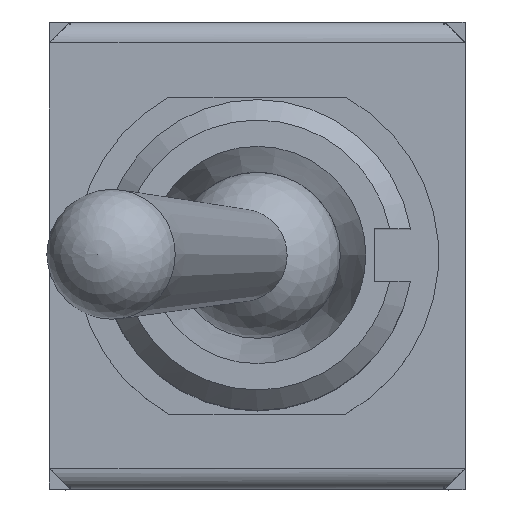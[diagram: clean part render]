
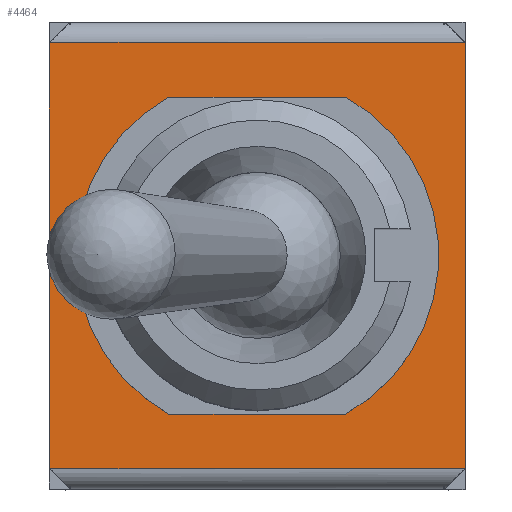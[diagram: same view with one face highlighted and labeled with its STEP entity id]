
A CAD part, top view. The second image highlights one B-rep face of the part: STEP entity #4464.
In plain terms, the highlighted planar face has unit normal (0, 0, 1).
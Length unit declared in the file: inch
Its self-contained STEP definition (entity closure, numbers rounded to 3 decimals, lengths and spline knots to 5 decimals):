
#67=FACE_BOUND('',#654,.T.);
#150=PLANE('',#4806);
#411=FACE_OUTER_BOUND('',#653,.T.);
#653=EDGE_LOOP('',(#3764,#3765,#3766,#3767,#3768,#3769,#3770,#3771));
#654=EDGE_LOOP('',(#3772,#3773,#3774,#3775));
#784=LINE('',#6201,#1270);
#787=LINE('',#6210,#1273);
#1006=LINE('',#7901,#1492);
#1010=LINE('',#7910,#1496);
#1037=LINE('',#7969,#1523);
#1039=LINE('',#7975,#1525);
#1042=LINE('',#7980,#1528);
#1043=LINE('',#7982,#1529);
#1044=LINE('',#7984,#1530);
#1045=LINE('',#7985,#1531);
#1270=VECTOR('',#5007,0.3937);
#1273=VECTOR('',#5018,0.3937);
#1492=VECTOR('',#5581,0.3937);
#1496=VECTOR('',#5589,0.3937);
#1523=VECTOR('',#5628,0.3937);
#1525=VECTOR('',#5634,0.3937);
#1528=VECTOR('',#5639,0.3937);
#1529=VECTOR('',#5640,0.3937);
#1530=VECTOR('',#5641,0.3937);
#1531=VECTOR('',#5642,0.3937);
#1751=CIRCLE('',#4618,0.13976);
#1753=CIRCLE('',#4622,0.13976);
#1918=VERTEX_POINT('',#6191);
#1919=VERTEX_POINT('',#6193);
#1921=VERTEX_POINT('',#6199);
#1923=VERTEX_POINT('',#6205);
#2172=VERTEX_POINT('',#7898);
#2173=VERTEX_POINT('',#7900);
#2176=VERTEX_POINT('',#7908);
#2201=VERTEX_POINT('',#7966);
#2202=VERTEX_POINT('',#7968);
#2204=VERTEX_POINT('',#7974);
#2206=VERTEX_POINT('',#7981);
#2207=VERTEX_POINT('',#7983);
#2362=EDGE_CURVE('',#1919,#1918,#1751,.T.);
#2366=EDGE_CURVE('',#1918,#1921,#784,.T.);
#2369=EDGE_CURVE('',#1921,#1923,#1753,.T.);
#2371=EDGE_CURVE('',#1923,#1919,#787,.T.);
#2725=EDGE_CURVE('',#2172,#2173,#1006,.T.);
#2730=EDGE_CURVE('',#2176,#2172,#1010,.T.);
#2760=EDGE_CURVE('',#2201,#2202,#1037,.T.);
#2763=EDGE_CURVE('',#2202,#2204,#1039,.T.);
#2766=EDGE_CURVE('',#2204,#2176,#1042,.T.);
#2767=EDGE_CURVE('',#2206,#2201,#1043,.T.);
#2768=EDGE_CURVE('',#2207,#2206,#1044,.T.);
#2769=EDGE_CURVE('',#2173,#2207,#1045,.T.);
#3764=ORIENTED_EDGE('',*,*,#2725,.F.);
#3765=ORIENTED_EDGE('',*,*,#2730,.F.);
#3766=ORIENTED_EDGE('',*,*,#2766,.F.);
#3767=ORIENTED_EDGE('',*,*,#2763,.F.);
#3768=ORIENTED_EDGE('',*,*,#2760,.F.);
#3769=ORIENTED_EDGE('',*,*,#2767,.F.);
#3770=ORIENTED_EDGE('',*,*,#2768,.F.);
#3771=ORIENTED_EDGE('',*,*,#2769,.F.);
#3772=ORIENTED_EDGE('',*,*,#2362,.T.);
#3773=ORIENTED_EDGE('',*,*,#2366,.T.);
#3774=ORIENTED_EDGE('',*,*,#2369,.T.);
#3775=ORIENTED_EDGE('',*,*,#2371,.T.);
#4464=ADVANCED_FACE('',(#411,#67),#150,.T.);
#4618=AXIS2_PLACEMENT_3D('',#6194,#5000,#5001);
#4622=AXIS2_PLACEMENT_3D('',#6207,#5013,#5014);
#4806=AXIS2_PLACEMENT_3D('',#7979,#5637,#5638);
#5000=DIRECTION('center_axis',(0.,0.,
-1.));
#5001=DIRECTION('ref_axis',(-0.487,0.873,0.));
#5007=DIRECTION('',(-1.,0.,0.));
#5013=DIRECTION('center_axis',(0.,0.,
-1.));
#5014=DIRECTION('ref_axis',(0.487,-0.873,0.));
#5018=DIRECTION('',(1.,0.,0.));
#5581=DIRECTION('',(1.,0.,0.));
#5589=DIRECTION('',(0.707,0.707,0.));
#5628=DIRECTION('',(-1.,0.,0.));
#5634=DIRECTION('',(-0.707,0.707,0.));
#5637=DIRECTION('center_axis',(0.,0.,
1.));
#5638=DIRECTION('ref_axis',(1.,0.,0.));
#5639=DIRECTION('',(0.,1.,0.));
#5640=DIRECTION('',(-0.707,-0.707,0.));
#5641=DIRECTION('',(0.,-1.,0.));
#5642=DIRECTION('',(0.707,-0.707,0.));
#6191=CARTESIAN_POINT('',(0.06811,-0.12205,0.28858));
#6193=CARTESIAN_POINT('',(0.06811,0.12205,0.28858));
#6194=CARTESIAN_POINT('Origin',(0.,0.,
0.28858));
#6199=CARTESIAN_POINT('',(-0.06811,-0.12205,0.28858));
#6201=CARTESIAN_POINT('',(0.03405,-0.12205,0.28858));
#6205=CARTESIAN_POINT('',(-0.06811,0.12205,0.28858));
#6207=CARTESIAN_POINT('Origin',(0.,0.,
0.28858));
#6210=CARTESIAN_POINT('',(-0.03405,0.12205,0.28858));
#7898=CARTESIAN_POINT('',(-0.15965,0.16417,0.28858));
#7900=CARTESIAN_POINT('',(0.15965,0.16417,0.28858));
#7901=CARTESIAN_POINT('',(-0.08002,0.16417,0.28858));
#7908=CARTESIAN_POINT('',(-0.16004,0.16378,0.28858));
#7910=CARTESIAN_POINT('',(-0.15694,0.16688,0.28858));
#7966=CARTESIAN_POINT('',(0.15965,-0.16417,0.28858));
#7968=CARTESIAN_POINT('',(-0.15965,-0.16417,0.28858));
#7969=CARTESIAN_POINT('',(0.08002,-0.16417,0.28858));
#7974=CARTESIAN_POINT('',(-0.16004,-0.16378,0.28858));
#7975=CARTESIAN_POINT('',(-0.15694,-0.16688,0.28858));
#7979=CARTESIAN_POINT('Origin',(0.,0.,
0.28858));
#7980=CARTESIAN_POINT('',(-0.16004,-0.17992,0.28858));
#7981=CARTESIAN_POINT('',(0.16004,-0.16378,0.28858));
#7982=CARTESIAN_POINT('',(0.15694,-0.16688,0.28858));
#7983=CARTESIAN_POINT('',(0.16004,0.16378,0.28858));
#7984=CARTESIAN_POINT('',(0.16004,0.17992,0.28858));
#7985=CARTESIAN_POINT('',(0.15694,0.16688,0.28858));
